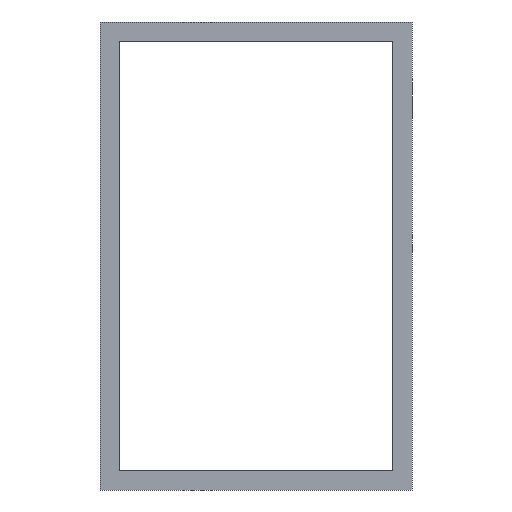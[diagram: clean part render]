
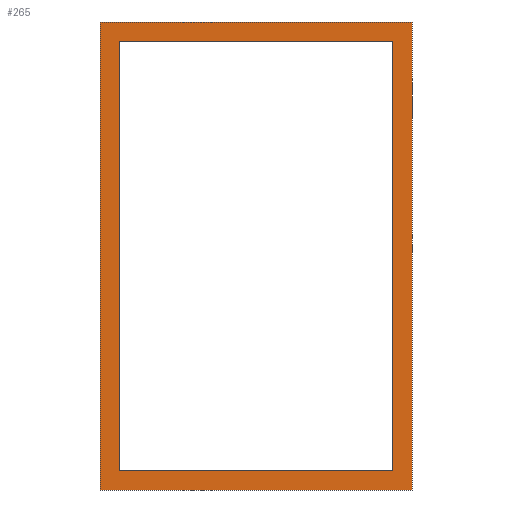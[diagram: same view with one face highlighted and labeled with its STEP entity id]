
A CAD part, front view. The second image highlights one B-rep face of the part: STEP entity #265.
In plain terms, the highlighted planar face has unit normal (0, -1, 0).
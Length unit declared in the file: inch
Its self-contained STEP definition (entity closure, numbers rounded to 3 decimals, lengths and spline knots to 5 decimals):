
#15=LINE('',#411,#39);
#16=LINE('',#413,#40);
#17=LINE('',#415,#41);
#18=LINE('',#416,#42);
#19=LINE('',#419,#43);
#20=LINE('',#421,#44);
#21=LINE('',#423,#45);
#22=LINE('',#424,#46);
#39=VECTOR('',#345,39.37008);
#40=VECTOR('',#346,39.37008);
#41=VECTOR('',#347,39.37008);
#42=VECTOR('',#348,39.37008);
#43=VECTOR('',#349,39.37008);
#44=VECTOR('',#350,39.37008);
#45=VECTOR('',#351,39.37008);
#46=VECTOR('',#352,39.37008);
#63=PLANE('',#307);
#77=FACE_BOUND('',#110,.T.);
#91=FACE_OUTER_BOUND('',#109,.T.);
#109=EDGE_LOOP('',(#201,#202,#203,#204));
#110=EDGE_LOOP('',(#205,#206,#207,#208));
#145=VERTEX_POINT('',#409);
#146=VERTEX_POINT('',#410);
#147=VERTEX_POINT('',#412);
#148=VERTEX_POINT('',#414);
#149=VERTEX_POINT('',#417);
#150=VERTEX_POINT('',#418);
#151=VERTEX_POINT('',#420);
#152=VERTEX_POINT('',#422);
#169=EDGE_CURVE('',#145,#146,#15,.T.);
#170=EDGE_CURVE('',#145,#147,#16,.T.);
#171=EDGE_CURVE('',#147,#148,#17,.T.);
#172=EDGE_CURVE('',#146,#148,#18,.T.);
#173=EDGE_CURVE('',#149,#150,#19,.T.);
#174=EDGE_CURVE('',#149,#151,#20,.T.);
#175=EDGE_CURVE('',#151,#152,#21,.T.);
#176=EDGE_CURVE('',#150,#152,#22,.T.);
#201=ORIENTED_EDGE('',*,*,#169,.F.);
#202=ORIENTED_EDGE('',*,*,#170,.T.);
#203=ORIENTED_EDGE('',*,*,#171,.T.);
#204=ORIENTED_EDGE('',*,*,#172,.F.);
#205=ORIENTED_EDGE('',*,*,#173,.F.);
#206=ORIENTED_EDGE('',*,*,#174,.T.);
#207=ORIENTED_EDGE('',*,*,#175,.T.);
#208=ORIENTED_EDGE('',*,*,#176,.F.);
#265=ADVANCED_FACE('',(#91,#77),#63,.T.);
#307=AXIS2_PLACEMENT_3D('',#408,#343,#344);
#343=DIRECTION('center_axis',(0.,-1.,0.));
#344=DIRECTION('ref_axis',(1.,0.,0.));
#345=DIRECTION('',(0.,0.,-1.));
#346=DIRECTION('',(-1.,0.,0.));
#347=DIRECTION('',(0.,0.,-1.));
#348=DIRECTION('',(-1.,0.,0.));
#349=DIRECTION('',(-1.,0.,0.));
#350=DIRECTION('',(0.,0.,-1.));
#351=DIRECTION('',(-1.,0.,0.));
#352=DIRECTION('',(0.,0.,-1.));
#408=CARTESIAN_POINT('Origin',(0.,-42.,0.));
#409=CARTESIAN_POINT('',(1.,-42.,1.5));
#410=CARTESIAN_POINT('',(1.,-42.,-1.5));
#411=CARTESIAN_POINT('',(1.,-42.,0.));
#412=CARTESIAN_POINT('',(-1.,-42.,1.5));
#413=CARTESIAN_POINT('',(0.,-42.,1.5));
#414=CARTESIAN_POINT('',(-1.,-42.,-1.5));
#415=CARTESIAN_POINT('',(-1.,-42.,0.));
#416=CARTESIAN_POINT('',(0.,-42.,-1.5));
#417=CARTESIAN_POINT('',(0.875,-42.,1.375));
#418=CARTESIAN_POINT('',(-0.875,-42.,1.375));
#419=CARTESIAN_POINT('',(0.,-42.,1.375));
#420=CARTESIAN_POINT('',(0.875,-42.,-1.375));
#421=CARTESIAN_POINT('',(0.875,-42.,0.));
#422=CARTESIAN_POINT('',(-0.875,-42.,-1.375));
#423=CARTESIAN_POINT('',(0.,-42.,-1.375));
#424=CARTESIAN_POINT('',(-0.875,-42.,0.));
